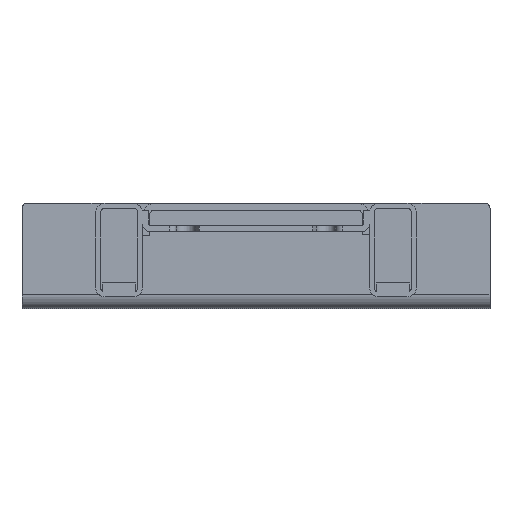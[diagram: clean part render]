
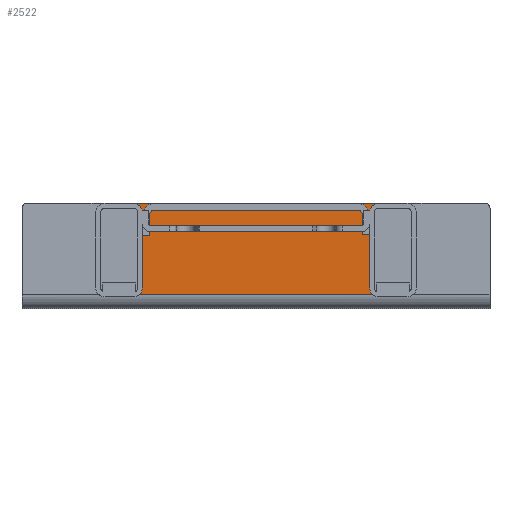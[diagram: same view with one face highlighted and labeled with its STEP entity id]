
A CAD part, left-side view. The second image highlights one B-rep face of the part: STEP entity #2522.
In plain terms, the highlighted planar face has unit normal (-1, 0, 0).
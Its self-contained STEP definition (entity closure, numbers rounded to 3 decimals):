
#311=DIRECTION('',(0.,-1.,0.));
#312=VECTOR('',#311,99.709);
#313=CARTESIAN_POINT('',(250.,49.854,-19.));
#314=LINE('',#313,#312);
#315=DIRECTION('',(0.,-1.,0.));
#316=VECTOR('',#315,105.);
#317=CARTESIAN_POINT('',(250.,52.5,20.));
#318=LINE('',#317,#316);
#706=CARTESIAN_POINT('',(250.,52.5,-16.));
#707=DIRECTION('',(1.,0.,0.));
#708=DIRECTION('',(0.,-1.,0.));
#709=AXIS2_PLACEMENT_3D('',#706,#707,#708);
#723=DIRECTION('',(0.,0.,-1.));
#724=VECTOR('',#723,32.);
#725=CARTESIAN_POINT('',(250.,48.5,16.));
#726=LINE('',#725,#724);
#771=DIRECTION('',(0.,0.,1.));
#772=VECTOR('',#771,32.);
#773=CARTESIAN_POINT('',(250.,-48.5,-16.));
#774=LINE('',#773,#772);
#928=CARTESIAN_POINT('',(250.,-52.5,16.));
#929=DIRECTION('',(1.,0.,0.));
#930=DIRECTION('',(0.,1.,0.));
#931=AXIS2_PLACEMENT_3D('',#928,#929,#930);
#1218=CARTESIAN_POINT('',(250.,52.5,16.));
#1219=DIRECTION('',(1.,0.,0.));
#1220=DIRECTION('',(0.,0.,1.));
#1221=AXIS2_PLACEMENT_3D('',#1218,#1219,#1220);
#1227=CARTESIAN_POINT('',(250.,-52.5,-16.));
#1228=DIRECTION('',(1.,0.,0.));
#1229=DIRECTION('',(0.,0.661,-0.75));
#1230=AXIS2_PLACEMENT_3D('',#1227,#1228,#1229);
#1992=CARTESIAN_POINT('',(250.,48.5,16.));
#1994=VERTEX_POINT('',#1992);
#1999=CARTESIAN_POINT('',(250.,52.5,20.));
#2000=VERTEX_POINT('',#1999);
#2002=CARTESIAN_POINT('',(250.,-52.5,20.));
#2004=VERTEX_POINT('',#2002);
#2008=CARTESIAN_POINT('',(250.,-48.5,16.));
#2010=VERTEX_POINT('',#2008);
#2026=CARTESIAN_POINT('',(250.,-48.5,-16.));
#2028=VERTEX_POINT('',#2026);
#2041=CARTESIAN_POINT('',(250.,48.5,-16.));
#2042=VERTEX_POINT('',#2041);
#2061=CARTESIAN_POINT('',(250.,49.854,-19.));
#2062=CARTESIAN_POINT('',(250.,-49.854,-19.));
#2063=VERTEX_POINT('',#2061);
#2064=VERTEX_POINT('',#2062);
#2499=CARTESIAN_POINT('',(250.,0.,0.));
#2500=DIRECTION('',(1.,0.,0.));
#2501=DIRECTION('',(0.,0.,1.));
#2502=AXIS2_PLACEMENT_3D('',#2499,#2500,#2501);
#2503=PLANE('',#2502);
#2505=ORIENTED_EDGE('',*,*,#2504,.F.);
#2507=ORIENTED_EDGE('',*,*,#2506,.F.);
#2509=ORIENTED_EDGE('',*,*,#2508,.F.);
#2511=ORIENTED_EDGE('',*,*,#2510,.F.);
#2513=ORIENTED_EDGE('',*,*,#2512,.T.);
#2515=ORIENTED_EDGE('',*,*,#2514,.F.);
#2517=ORIENTED_EDGE('',*,*,#2516,.F.);
#2519=ORIENTED_EDGE('',*,*,#2518,.F.);
#2520=EDGE_LOOP('',(#2505,#2507,#2509,#2511,#2513,#2515,#2517,#2519));
#2521=FACE_OUTER_BOUND('',#2520,.F.);
#2522=ADVANCED_FACE('',(#2521),#2503,.F.);
#710=CIRCLE('',#709,4.);
#932=CIRCLE('',#931,4.);
#1222=CIRCLE('',#1221,4.);
#1231=CIRCLE('',#1230,4.);
#2504=EDGE_CURVE('',#2063,#2064,#314,.T.);
#2506=EDGE_CURVE('',#2042,#2063,#710,.T.);
#2508=EDGE_CURVE('',#1994,#2042,#726,.T.);
#2510=EDGE_CURVE('',#2000,#1994,#1222,.T.);
#2512=EDGE_CURVE('',#2000,#2004,#318,.T.);
#2514=EDGE_CURVE('',#2010,#2004,#932,.T.);
#2516=EDGE_CURVE('',#2028,#2010,#774,.T.);
#2518=EDGE_CURVE('',#2064,#2028,#1231,.T.);
